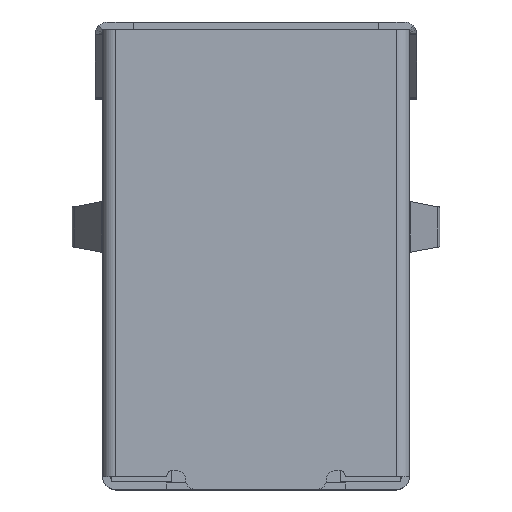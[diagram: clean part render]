
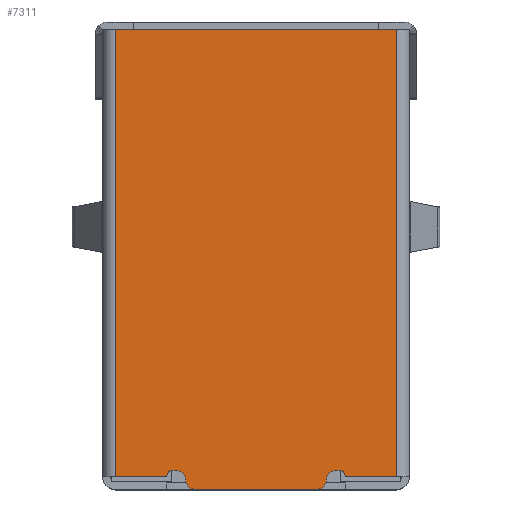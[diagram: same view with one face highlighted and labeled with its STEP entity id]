
A CAD part, top view. The second image highlights one B-rep face of the part: STEP entity #7311.
In plain terms, the highlighted planar face has unit normal (0, 0, 1).
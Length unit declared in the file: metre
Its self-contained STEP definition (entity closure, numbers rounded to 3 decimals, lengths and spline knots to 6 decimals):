
#3783 = EDGE_CURVE( '', #11196, #11197, #11198, .T. );
#3877 = EDGE_CURVE( '', #11371, #11372, #11373, .T. );
#4453 = EDGE_CURVE( '', #12402, #12403, #12404, .T. );
#4843 = EDGE_CURVE( '', #13060, #13061, #13062, .T. );
#5919 = EDGE_CURVE( '', #14763, #14764, #14765, .T. );
#5957 = EDGE_CURVE( '', #11371, #11767, #14821, .T. );
#5995 = EDGE_CURVE( '', #11196, #12403, #14875, .T. );
#6317 = EDGE_CURVE( '', #13060, #15336, #15337, .T. );
#7311 = ADVANCED_FACE( '', ( #16727 ), #16728, .F. );
#7641 = EDGE_CURVE( '', #11767, #17167, #17168, .T. );
#7701 = EDGE_CURVE( '', #11197, #17167, #17237, .T. );
#7869 = EDGE_CURVE( '', #17435, #14764, #17436, .T. );
#8089 = EDGE_CURVE( '', #13061, #12402, #17715, .T. );
#9853 = EDGE_CURVE( '', #17435, #15336, #19837, .T. );
#10459 = EDGE_CURVE( '', #14763, #11372, #20543, .T. );
#11196 = VERTEX_POINT( '', #21393 );
#11197 = VERTEX_POINT( '', #21394 );
#11198 = LINE( '', #21395, #21396 );
#11371 = VERTEX_POINT( '', #21631 );
#11372 = VERTEX_POINT( '', #21632 );
#11373 = CIRCLE( '', #21633, 0.000245 );
#11767 = VERTEX_POINT( '', #22171 );
#12402 = VERTEX_POINT( '', #23062 );
#12403 = VERTEX_POINT( '', #23063 );
#12404 = CIRCLE( '', #23064, 0.000245 );
#13060 = VERTEX_POINT( '', #23995 );
#13061 = VERTEX_POINT( '', #23996 );
#13062 = CIRCLE( '', #23997, 0.000373 );
#14763 = VERTEX_POINT( '', #26505 );
#14764 = VERTEX_POINT( '', #26506 );
#14765 = CIRCLE( '', #26507, 0.000373 );
#14821 = LINE( '', #26582, #26583 );
#14875 = LINE( '', #26663, #26664 );
#15336 = VERTEX_POINT( '', #27350 );
#15337 = CIRCLE( '', #27351, 0.000373 );
#16727 = FACE_OUTER_BOUND( '', #29465, .T. );
#16728 = PLANE( '', #29466 );
#17167 = VERTEX_POINT( '', #30143 );
#17168 = LINE( '', #30144, #30145 );
#17237 = LINE( '', #30268, #30269 );
#17435 = VERTEX_POINT( '', #30594 );
#17436 = CIRCLE( '', #30595, 0.000373 );
#17715 = LINE( '', #31035, #31036 );
#19837 = LINE( '', #34398, #34399 );
#20543 = LINE( '', #35526, #35527 );
#21393 = CARTESIAN_POINT( '', ( 0.0055, -0.00865, 0.01305 ) );
#21394 = CARTESIAN_POINT( '', ( 0.0055, 0.00885, 0.01305 ) );
#21395 = CARTESIAN_POINT( '', ( 0.0055, -0.00865, 0.01305 ) );
#21396 = VECTOR( '', #36705, 1. );
#21631 = CARTESIAN_POINT( '', ( -0.003495, -0.00865, 0.01305 ) );
#21632 = CARTESIAN_POINT( '', ( -0.00325, -0.008405, 0.01305 ) );
#21633 = AXIS2_PLACEMENT_3D( '', #36894, #36895, #36896 );
#22171 = CARTESIAN_POINT( '', ( -0.0055, -0.00865, 0.01305 ) );
#23062 = CARTESIAN_POINT( '', ( 0.00325, -0.008405, 0.01305 ) );
#23063 = CARTESIAN_POINT( '', ( 0.003495, -0.00865, 0.01305 ) );
#23064 = AXIS2_PLACEMENT_3D( '', #37997, #37998, #37999 );
#23995 = CARTESIAN_POINT( '', ( 0.00275, -0.008778, 0.01305 ) );
#23996 = CARTESIAN_POINT( '', ( 0.003123, -0.008405, 0.01305 ) );
#23997 = AXIS2_PLACEMENT_3D( '', #38679, #38680, #38681 );
#26505 = CARTESIAN_POINT( '', ( -0.003123, -0.008405, 0.01305 ) );
#26506 = CARTESIAN_POINT( '', ( -0.00275, -0.008778, 0.01305 ) );
#26507 = AXIS2_PLACEMENT_3D( '', #40383, #40384, #40385 );
#26582 = CARTESIAN_POINT( '', ( 0.006, -0.00865, 0.01305 ) );
#26583 = VECTOR( '', #40497, 1. );
#26663 = CARTESIAN_POINT( '', ( 0.006, -0.00865, 0.01305 ) );
#26664 = VECTOR( '', #40570, 1. );
#27350 = CARTESIAN_POINT( '', ( 0.002378, -0.00915, 0.01305 ) );
#27351 = AXIS2_PLACEMENT_3D( '', #41096, #41097, #41098 );
#29465 = EDGE_LOOP( '', ( #42778, #42779, #42780, #42781, #42782, #42783, #42784, #42785, #42786, #42787, #42788, #42789, #42790, #42791 ) );
#29466 = AXIS2_PLACEMENT_3D( '', #42792, #42793, #42794 );
#30143 = CARTESIAN_POINT( '', ( -0.0055, 0.00885, 0.01305 ) );
#30144 = CARTESIAN_POINT( '', ( -0.0055, -0.00865, 0.01305 ) );
#30145 = VECTOR( '', #43405, 1. );
#30268 = CARTESIAN_POINT( '', ( 0.006, 0.00885, 0.01305 ) );
#30269 = VECTOR( '', #43445, 1. );
#30594 = CARTESIAN_POINT( '', ( -0.002378, -0.00915, 0.01305 ) );
#30595 = AXIS2_PLACEMENT_3D( '', #43685, #43686, #43687 );
#31035 = CARTESIAN_POINT( '', ( 0.00275, -0.008405, 0.01305 ) );
#31036 = VECTOR( '', #44007, 1. );
#34398 = CARTESIAN_POINT( '', ( -0.00275, -0.00915, 0.01305 ) );
#34399 = VECTOR( '', #47130, 1. );
#35526 = CARTESIAN_POINT( '', ( -0.00275, -0.008405, 0.01305 ) );
#35527 = VECTOR( '', #48211, 1. );
#36705 = DIRECTION( '', ( 0., 1., 0. ) );
#36894 = CARTESIAN_POINT( '', ( -0.00325, -0.00865, 0.01305 ) );
#36895 = DIRECTION( '', ( 0., 0., -1. ) );
#36896 = DIRECTION( '', ( -1., 0., 0. ) );
#37997 = CARTESIAN_POINT( '', ( 0.00325, -0.00865, 0.01305 ) );
#37998 = DIRECTION( '', ( 0., 0., -1. ) );
#37999 = DIRECTION( '', ( -1., 0., 0. ) );
#38679 = CARTESIAN_POINT( '', ( 0.003123, -0.008778, 0.01305 ) );
#38680 = DIRECTION( '', ( 0., 0., -1. ) );
#38681 = DIRECTION( '', ( -1., 0., 0. ) );
#40383 = CARTESIAN_POINT( '', ( -0.003123, -0.008778, 0.01305 ) );
#40384 = DIRECTION( '', ( 0., 0., -1. ) );
#40385 = DIRECTION( '', ( -1., 0., 0. ) );
#40497 = DIRECTION( '', ( -1., 0., 0. ) );
#40570 = DIRECTION( '', ( -1., 0., 0. ) );
#41096 = CARTESIAN_POINT( '', ( 0.002378, -0.008778, 0.01305 ) );
#41097 = DIRECTION( '', ( 0., 0., -1. ) );
#41098 = DIRECTION( '', ( -1., 0., 0. ) );
#42778 = ORIENTED_EDGE( '', *, *, #9853, .T. );
#42779 = ORIENTED_EDGE( '', *, *, #6317, .F. );
#42780 = ORIENTED_EDGE( '', *, *, #4843, .T. );
#42781 = ORIENTED_EDGE( '', *, *, #8089, .T. );
#42782 = ORIENTED_EDGE( '', *, *, #4453, .T. );
#42783 = ORIENTED_EDGE( '', *, *, #5995, .F. );
#42784 = ORIENTED_EDGE( '', *, *, #3783, .T. );
#42785 = ORIENTED_EDGE( '', *, *, #7701, .T. );
#42786 = ORIENTED_EDGE( '', *, *, #7641, .F. );
#42787 = ORIENTED_EDGE( '', *, *, #5957, .F. );
#42788 = ORIENTED_EDGE( '', *, *, #3877, .T. );
#42789 = ORIENTED_EDGE( '', *, *, #10459, .F. );
#42790 = ORIENTED_EDGE( '', *, *, #5919, .T. );
#42791 = ORIENTED_EDGE( '', *, *, #7869, .F. );
#42792 = CARTESIAN_POINT( '', ( 0.006, -0.00865, 0.01305 ) );
#42793 = DIRECTION( '', ( 0., 0., -1. ) );
#42794 = DIRECTION( '', ( -1., 0., 0. ) );
#43405 = DIRECTION( '', ( 0., 1., 0. ) );
#43445 = DIRECTION( '', ( -1., 0., 0. ) );
#43685 = CARTESIAN_POINT( '', ( -0.002378, -0.008778, 0.01305 ) );
#43686 = DIRECTION( '', ( 0., 0., -1. ) );
#43687 = DIRECTION( '', ( -1., 0., 0. ) );
#44007 = DIRECTION( '', ( 1., 0., 0. ) );
#47130 = DIRECTION( '', ( 1., 0., 0. ) );
#48211 = DIRECTION( '', ( -1., 0., 0. ) );
